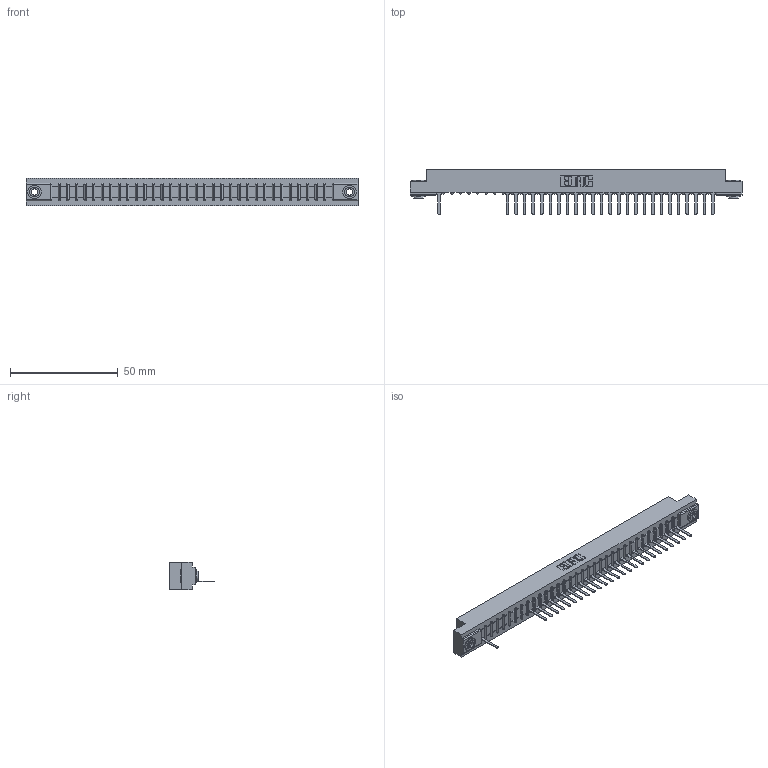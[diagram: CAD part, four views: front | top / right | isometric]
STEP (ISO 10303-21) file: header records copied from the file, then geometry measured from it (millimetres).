
FILE_DESCRIPTION (( 'STEP AP203' ), '1' );
FILE_NAME ('307-033-527-103.STEP', '2018-08-04T23:15:07', ( '' ), ( '' ), 'SwSTEP 2.0', 'SolidWorks 2016', '' );
FILE_SCHEMA (( 'CONFIG_CONTROL_DESIGN' ));
Length unit declared in the file: inch
Products named in the file (4): 307-290-001_527; 345-250-002_345-250-002-102; 307-033-527-103; 307 Part_.156 Dia Mounting Holes
Assembly tree (29 placements, depth 2):
  307-033-527-103
    307 Part_.156 Dia Mounting Holes
    307-290-001_527  x26
    345-250-002_345-250-002-102  x2
Bounding box: 153.77 x 21.11 x 12.7 mm (x, y, z)
Volume: 15828.6 mm3; surface area: 16327.1 mm2
Topology: 29 solids, 29 shells, 1800 faces, 5095 edges, 3266 vertices
Faces by surface type: plane 1140, cylinder 584, sphere 68, cone 8
Entity records: 30209 total; most frequent: CARTESIAN_POINT 5094, ORIENTED_EDGE 5078, DIRECTION 4967, EDGE_CURVE 2539, LINE 1937, VECTOR 1937, VERTEX_POINT 1642, AXIS2_PLACEMENT_3D 1515
